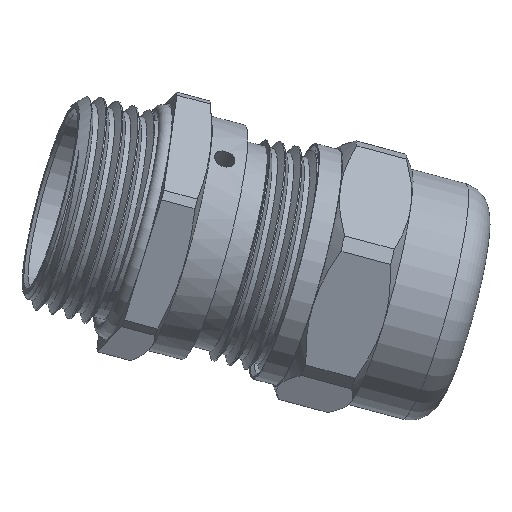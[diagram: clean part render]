
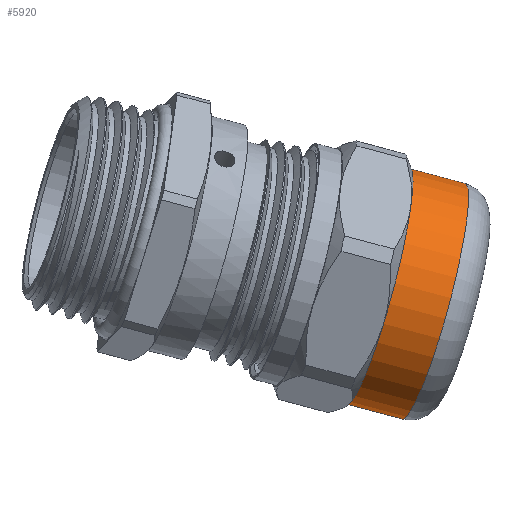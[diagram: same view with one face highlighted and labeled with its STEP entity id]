
A CAD part, front view. The second image highlights one B-rep face of the part: STEP entity #5920.
In plain terms, the highlighted cylindrical face has radius 10.845 mm (diameter 21.69 mm), a full revolution.
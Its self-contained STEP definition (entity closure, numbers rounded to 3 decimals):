
#797=FACE_BOUND('',#1913,.T.);
#919=CYLINDRICAL_SURFACE('',#6822,10.845);
#1459=FACE_OUTER_BOUND('',#1912,.T.);
#1912=EDGE_LOOP('',(#5501));
#1913=EDGE_LOOP('',(#5502));
#2448=CIRCLE('',#6813,10.845);
#2451=CIRCLE('',#6821,10.845);
#2979=VERTEX_POINT('',#15585);
#2981=VERTEX_POINT('',#15595);
#3819=EDGE_CURVE('',#2979,#2979,#2448,.T.);
#3822=EDGE_CURVE('',#2981,#2981,#2451,.T.);
#5501=ORIENTED_EDGE('',*,*,#3822,.T.);
#5502=ORIENTED_EDGE('',*,*,#3819,.F.);
#5920=ADVANCED_FACE('',(#1459,#797),#919,.T.);
#6813=AXIS2_PLACEMENT_3D('',#15586,#8696,#8697);
#6821=AXIS2_PLACEMENT_3D('',#15596,#8712,#8713);
#6822=AXIS2_PLACEMENT_3D('',#15597,#8714,#8715);
#8696=DIRECTION('center_axis',(1.,0.,0.));
#8697=DIRECTION('ref_axis',(0.,0.,-1.));
#8712=DIRECTION('center_axis',(1.,0.,0.));
#8713=DIRECTION('ref_axis',(0.,0.,-1.));
#8714=DIRECTION('center_axis',(1.,0.,0.));
#8715=DIRECTION('ref_axis',(0.,1.,0.));
#15585=CARTESIAN_POINT('',(-8.64,10.845,0.));
#15586=CARTESIAN_POINT('Origin',(-8.64,0.,0.));
#15595=CARTESIAN_POINT('',(-13.84,10.845,0.));
#15596=CARTESIAN_POINT('Origin',(-13.84,0.,0.));
#15597=CARTESIAN_POINT('Origin',(-11.24,0.,0.));
